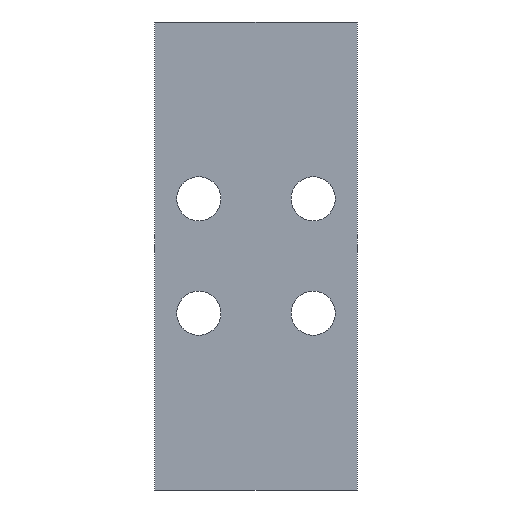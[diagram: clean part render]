
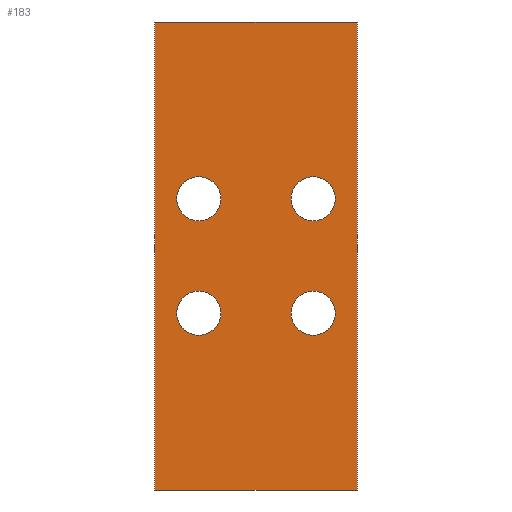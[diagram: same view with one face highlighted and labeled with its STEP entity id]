
A CAD part, front view. The second image highlights one B-rep face of the part: STEP entity #183.
In plain terms, the highlighted planar face has unit normal (0, -1, 0).
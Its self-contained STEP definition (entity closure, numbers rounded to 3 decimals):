
#24=CIRCLE('',#207,4.25);
#25=CIRCLE('',#208,4.25);
#26=CIRCLE('',#209,4.25);
#27=CIRCLE('',#210,4.25);
#36=ORIENTED_EDGE('',*,*,#76,.F.);
#37=ORIENTED_EDGE('',*,*,#77,.F.);
#38=ORIENTED_EDGE('',*,*,#78,.F.);
#39=ORIENTED_EDGE('',*,*,#79,.F.);
#40=ORIENTED_EDGE('',*,*,#80,.T.);
#41=ORIENTED_EDGE('',*,*,#81,.F.);
#42=ORIENTED_EDGE('',*,*,#82,.F.);
#43=ORIENTED_EDGE('',*,*,#73,.T.);
#73=EDGE_CURVE('',#94,#93,#109,.T.);
#76=EDGE_CURVE('',#96,#96,#24,.F.);
#77=EDGE_CURVE('',#97,#97,#25,.F.);
#78=EDGE_CURVE('',#98,#98,#26,.F.);
#79=EDGE_CURVE('',#99,#99,#27,.F.);
#80=EDGE_CURVE('',#93,#100,#112,.T.);
#81=EDGE_CURVE('',#101,#100,#113,.T.);
#82=EDGE_CURVE('',#94,#101,#114,.T.);
#93=VERTEX_POINT('',#277);
#94=VERTEX_POINT('',#279);
#96=VERTEX_POINT('',#285);
#97=VERTEX_POINT('',#287);
#98=VERTEX_POINT('',#289);
#99=VERTEX_POINT('',#291);
#100=VERTEX_POINT('',#293);
#101=VERTEX_POINT('',#295);
#109=LINE('',#278,#121);
#112=LINE('',#292,#124);
#113=LINE('',#294,#125);
#114=LINE('',#296,#126);
#121=VECTOR('',#228,1000.);
#124=VECTOR('',#241,1000.);
#125=VECTOR('',#242,1000.);
#126=VECTOR('',#243,1000.);
#133=EDGE_LOOP('',(#36));
#134=EDGE_LOOP('',(#37));
#135=EDGE_LOOP('',(#38));
#136=EDGE_LOOP('',(#39));
#137=EDGE_LOOP('',(#40,#41,#42,#43));
#155=FACE_BOUND('',#133,.T.);
#156=FACE_BOUND('',#134,.T.);
#157=FACE_BOUND('',#135,.T.);
#158=FACE_BOUND('',#136,.T.);
#159=FACE_BOUND('',#137,.T.);
#177=PLANE('',#206);
#183=ADVANCED_FACE('',(#155,#156,#157,#158,#159),#177,.F.);
#206=AXIS2_PLACEMENT_3D('',#283,#231,#232);
#207=AXIS2_PLACEMENT_3D('',#284,#233,#234);
#208=AXIS2_PLACEMENT_3D('',#286,#235,#236);
#209=AXIS2_PLACEMENT_3D('',#288,#237,#238);
#210=AXIS2_PLACEMENT_3D('',#290,#239,#240);
#228=DIRECTION('',(-1.,0.,0.));
#231=DIRECTION('',(0.,1.,0.));
#232=DIRECTION('',(0.,0.,1.));
#233=DIRECTION('',(0.,1.,0.));
#234=DIRECTION('',(0.,0.,1.));
#235=DIRECTION('',(0.,1.,0.));
#236=DIRECTION('',(0.,0.,1.));
#237=DIRECTION('',(0.,1.,0.));
#238=DIRECTION('',(0.,0.,1.));
#239=DIRECTION('',(0.,1.,0.));
#240=DIRECTION('',(0.,0.,1.));
#241=DIRECTION('',(0.,0.,-1.));
#242=DIRECTION('',(-1.,0.,0.));
#243=DIRECTION('',(0.,0.,-1.));
#277=CARTESIAN_POINT('',(-19.5,0.,45.));
#278=CARTESIAN_POINT('',(19.5,0.,45.));
#279=CARTESIAN_POINT('',(19.5,0.,45.));
#283=CARTESIAN_POINT('',(19.5,0.,45.));
#284=CARTESIAN_POINT('',(11.,0.,11.));
#285=CARTESIAN_POINT('',(11.,0.,15.25));
#286=CARTESIAN_POINT('',(-11.,0.,11.));
#287=CARTESIAN_POINT('',(-11.,0.,15.25));
#288=CARTESIAN_POINT('',(11.,0.,-11.));
#289=CARTESIAN_POINT('',(11.,0.,-6.75));
#290=CARTESIAN_POINT('',(-11.,0.,-11.));
#291=CARTESIAN_POINT('',(-11.,0.,-6.75));
#292=CARTESIAN_POINT('',(-19.5,0.,45.));
#293=CARTESIAN_POINT('',(-19.5,0.,-45.));
#294=CARTESIAN_POINT('',(19.5,0.,-45.));
#295=CARTESIAN_POINT('',(19.5,0.,-45.));
#296=CARTESIAN_POINT('',(19.5,0.,45.));
